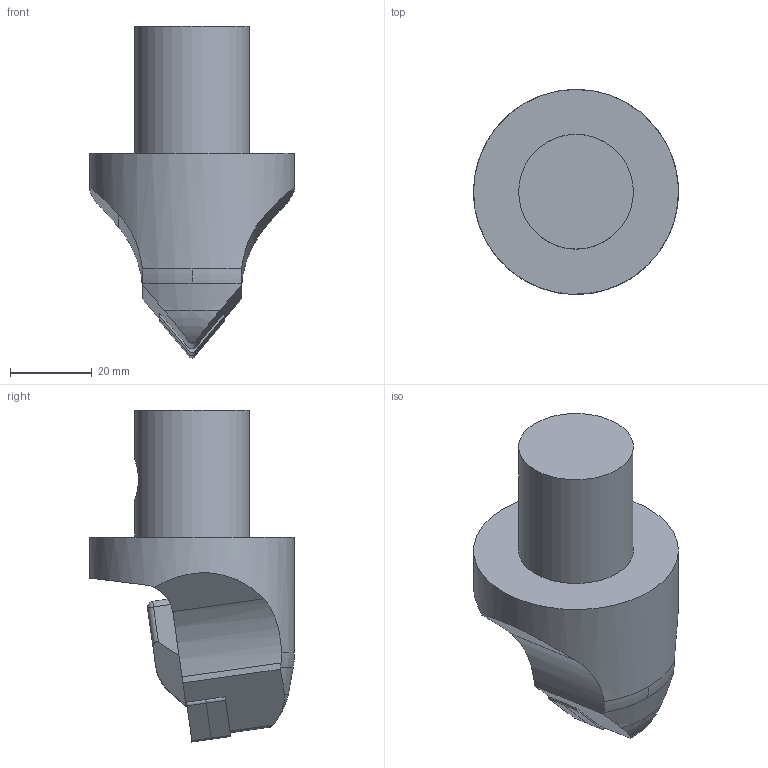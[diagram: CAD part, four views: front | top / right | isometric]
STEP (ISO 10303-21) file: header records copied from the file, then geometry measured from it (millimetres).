
FILE_DESCRIPTION((''),'1');
FILE_NAME('S50-DCLNN-00050-12.stp','2024-02-20T06:15:25',(''),(''),'Spatial Interop R21 SP3','Kubotek KeyCreator 2011 V10.0.2 (22737)',' ');
FILE_SCHEMA(('automotive_design'));
Length unit declared in the file: millimetre
Products named in the file (4): 240[2]; 242[4]; 241[3]
Bounding box: 50 x 50 x 81 mm (x, y, z)
Volume: 65805.3 mm3; surface area: 12965.1 mm2
Topology: 4 solids, 4 shells, 63 faces, 155 edges, 102 vertices
Faces by surface type: plane 34, cylinder 23, torus 3, sphere 2, cone 1
Full cylindrical faces by diameter (mm): 10 x1, 28 x1, 50 x1
Entity records: 3649 total; most frequent: CARTESIAN_POINT 535, DIRECTION 324, ORIENTED_EDGE 302, PRESENTATION_STYLE_ASSIGNMENT 285, COLOUR_RGB 285, STYLED_ITEM 218, CURVE_STYLE 218, DRAUGHTING_PRE_DEFINED_CURVE_FONT 218
